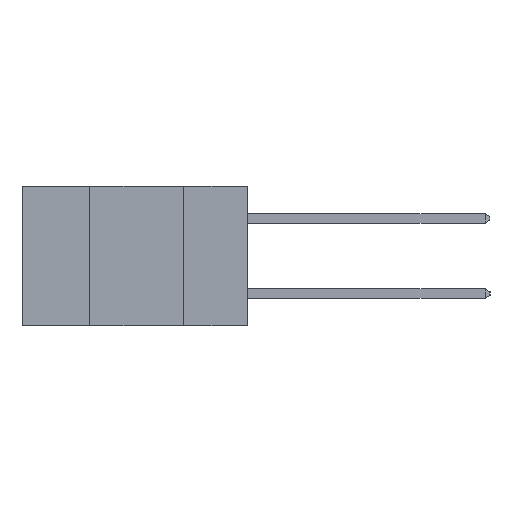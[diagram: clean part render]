
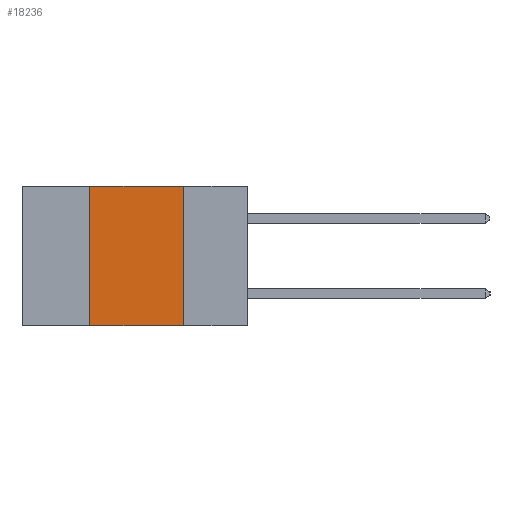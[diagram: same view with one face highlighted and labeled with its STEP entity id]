
A CAD part, left-side view. The second image highlights one B-rep face of the part: STEP entity #18236.
In plain terms, the highlighted planar face has unit normal (-1, 0, 0).
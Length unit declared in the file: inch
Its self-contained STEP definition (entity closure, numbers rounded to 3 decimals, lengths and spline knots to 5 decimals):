
#809 = CARTESIAN_POINT ( 'NONE',  ( 0., 0.17, -0.37 ) ) ;
#1511 = FACE_OUTER_BOUND ( 'NONE', #18735, .T. ) ;
#2032 = ORIENTED_EDGE ( 'NONE', *, *, #7665, .F. ) ;
#2258 = LINE ( 'NONE', #809, #17734 ) ;
#2396 = DIRECTION ( 'NONE',  ( 0., 0., -1. ) ) ;
#3147 = DIRECTION ( 'NONE',  ( 0., -1., 0. ) ) ;
#3532 = CARTESIAN_POINT ( 'NONE',  ( 0., 0.17, -0.37 ) ) ;
#3696 = VECTOR ( 'NONE', #10912, 39.37008 ) ;
#4402 = DIRECTION ( 'NONE',  ( 1., 0., 0. ) ) ;
#4486 = CARTESIAN_POINT ( 'NONE',  ( 0., 0.42, -0.37 ) ) ;
#4671 = CARTESIAN_POINT ( 'NONE',  ( 0., 0.42, -0.37 ) ) ;
#4963 = LINE ( 'NONE', #16600, #12757 ) ;
#7665 = EDGE_CURVE ( 'NONE', #15661, #10212, #12028, .T. ) ;
#7796 = LINE ( 'NONE', #10987, #10961 ) ;
#10073 = ORIENTED_EDGE ( 'NONE', *, *, #18037, .F. ) ;
#10212 = VERTEX_POINT ( 'NONE', #18206 ) ;
#10912 = DIRECTION ( 'NONE',  ( 0., 0., 1. ) ) ;
#10948 = ORIENTED_EDGE ( 'NONE', *, *, #13555, .F. ) ;
#10961 = VECTOR ( 'NONE', #3147, 39.37008 ) ;
#10987 = CARTESIAN_POINT ( 'NONE',  ( 0., 0.6, -0.37 ) ) ;
#11095 = EDGE_CURVE ( 'NONE', #15661, #11923, #7796, .T. ) ;
#11614 = ORIENTED_EDGE ( 'NONE', *, *, #11095, .T. ) ;
#11627 = CARTESIAN_POINT ( 'NONE',  ( 0., 0.17, 0. ) ) ;
#11923 = VERTEX_POINT ( 'NONE', #3532 ) ;
#12028 = LINE ( 'NONE', #4671, #3696 ) ;
#12757 = VECTOR ( 'NONE', #18122, 39.37008 ) ;
#13555 = EDGE_CURVE ( 'NONE', #10212, #18322, #4963, .T. ) ;
#13720 = CARTESIAN_POINT ( 'NONE',  ( 0., 0.6, 0. ) ) ;
#15233 = DIRECTION ( 'NONE',  ( 0., 0., -1. ) ) ;
#15661 = VERTEX_POINT ( 'NONE', #4486 ) ;
#16600 = CARTESIAN_POINT ( 'NONE',  ( 0., 0.6, 0. ) ) ;
#17734 = VECTOR ( 'NONE', #2396, 39.37008 ) ;
#18037 = EDGE_CURVE ( 'NONE', #18322, #11923, #2258, .T. ) ;
#18122 = DIRECTION ( 'NONE',  ( 0., -1., 0. ) ) ;
#18206 = CARTESIAN_POINT ( 'NONE',  ( 0., 0.42, 0. ) ) ;
#18236 = ADVANCED_FACE ( 'NONE', ( #1511 ), #19708, .F. ) ;
#18322 = VERTEX_POINT ( 'NONE', #11627 ) ;
#18622 = AXIS2_PLACEMENT_3D ( 'NONE', #13720, #4402, #15233 ) ;
#18735 = EDGE_LOOP ( 'NONE', ( #10073, #10948, #2032, #11614 ) ) ;
#19708 = PLANE ( 'NONE',  #18622 ) ;
